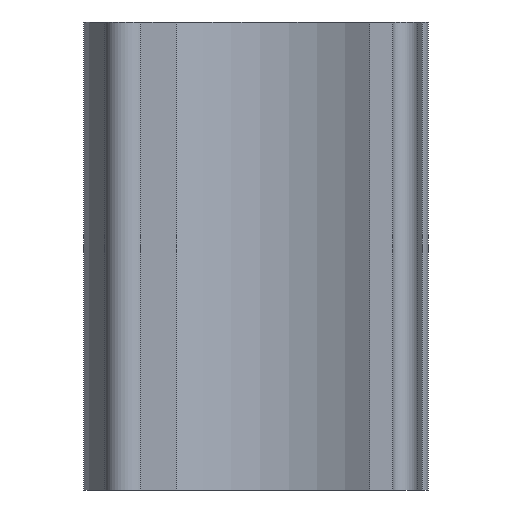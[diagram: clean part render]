
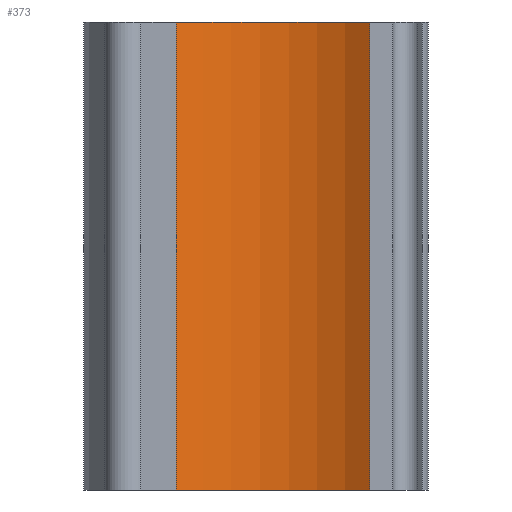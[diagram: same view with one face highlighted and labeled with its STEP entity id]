
A CAD part, left-side view. The second image highlights one B-rep face of the part: STEP entity #373.
In plain terms, the highlighted cylindrical face has radius 37.5 mm (diameter 75 mm), a partial arc.
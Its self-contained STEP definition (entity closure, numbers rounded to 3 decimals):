
#52=FACE_OUTER_BOUND('',#70,.T.);
#70=EDGE_LOOP('',(#294,#295,#296,#297));
#97=LINE('',#633,#131);
#98=LINE('',#639,#132);
#131=VECTOR('',#497,10.);
#132=VECTOR('',#504,10.);
#157=CIRCLE('',#410,37.5);
#158=CIRCLE('',#411,37.5);
#198=VERTEX_POINT('',#629);
#199=VERTEX_POINT('',#631);
#200=VERTEX_POINT('',#635);
#201=VERTEX_POINT('',#637);
#238=EDGE_CURVE('',#198,#199,#97,.T.);
#239=EDGE_CURVE('',#200,#198,#157,.T.);
#240=EDGE_CURVE('',#201,#199,#158,.T.);
#241=EDGE_CURVE('',#200,#201,#98,.T.);
#294=ORIENTED_EDGE('',*,*,#239,.T.);
#295=ORIENTED_EDGE('',*,*,#238,.T.);
#296=ORIENTED_EDGE('',*,*,#240,.F.);
#297=ORIENTED_EDGE('',*,*,#241,.F.);
#359=CYLINDRICAL_SURFACE('',#409,37.5);
#373=ADVANCED_FACE('',(#52),#359,.F.);
#409=AXIS2_PLACEMENT_3D('',#634,#498,#499);
#410=AXIS2_PLACEMENT_3D('',#636,#500,#501);
#411=AXIS2_PLACEMENT_3D('',#638,#502,#503);
#497=DIRECTION('',(0.,0.,1.));
#498=DIRECTION('center_axis',(0.,0.,1.));
#499=DIRECTION('ref_axis',(-1.,0.,0.));
#500=DIRECTION('center_axis',(0.,0.,-1.));
#501=DIRECTION('ref_axis',(-1.,0.,0.));
#502=DIRECTION('center_axis',(0.,0.,-1.));
#503=DIRECTION('ref_axis',(-1.,0.,0.));
#504=DIRECTION('',(0.,0.,1.));
#629=CARTESIAN_POINT('',(30.37,-21.998,0.));
#631=CARTESIAN_POINT('',(30.37,-21.998,100.));
#633=CARTESIAN_POINT('',(30.37,-21.998,0.));
#634=CARTESIAN_POINT('Origin',(0.,0.,0.));
#635=CARTESIAN_POINT('',(32.17,19.27,0.));
#636=CARTESIAN_POINT('Origin',(0.,0.,0.));
#637=CARTESIAN_POINT('',(32.17,19.27,100.));
#638=CARTESIAN_POINT('Origin',(0.,0.,100.));
#639=CARTESIAN_POINT('',(32.17,19.27,0.));
